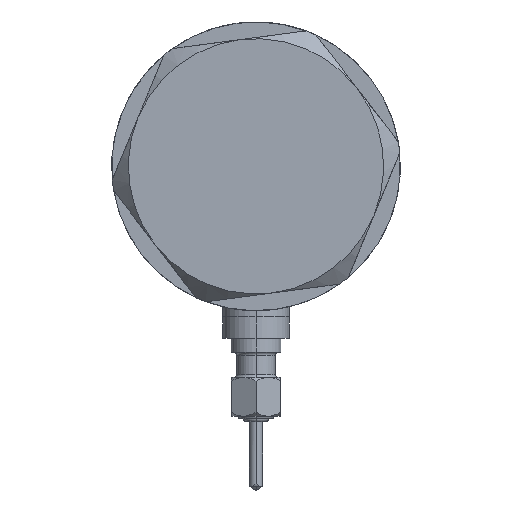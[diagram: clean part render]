
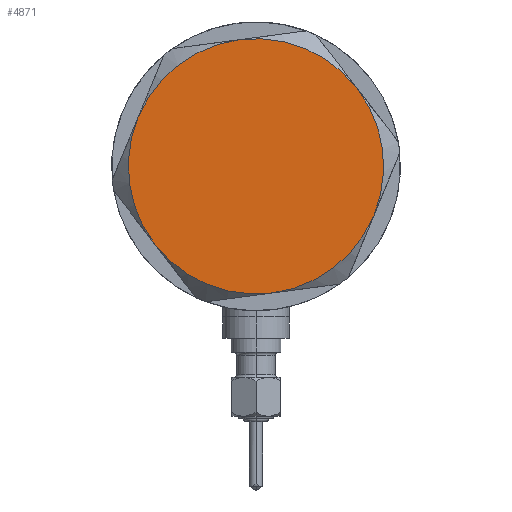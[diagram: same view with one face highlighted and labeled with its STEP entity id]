
A CAD part, left-side view. The second image highlights one B-rep face of the part: STEP entity #4871.
In plain terms, the highlighted face is planar.
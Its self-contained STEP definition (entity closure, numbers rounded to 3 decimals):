
#127 = CARTESIAN_POINT ( 'NONE',  ( 0., 0., 9. ) ) ;
#786 = CARTESIAN_POINT ( 'NONE',  ( 11.5, -19.919, 9. ) ) ;
#791 = EDGE_CURVE ( 'NONE', #3408, #949, #6299, .T. ) ;
#852 = ORIENTED_EDGE ( 'NONE', *, *, #791, .T. ) ;
#935 = DIRECTION ( 'NONE',  ( 0., 0., 1. ) ) ;
#949 = VERTEX_POINT ( 'NONE', #6159 ) ;
#1187 = EDGE_CURVE ( 'NONE', #2400, #3408, #3535, .T. ) ;
#1256 = DIRECTION ( 'NONE',  ( 0., 0., 1. ) ) ;
#1415 = EDGE_CURVE ( 'NONE', #2399, #1938, #4751, .T. ) ;
#1761 = AXIS2_PLACEMENT_3D ( 'NONE', #127, #1256, #2279 ) ;
#1783 = DIRECTION ( 'NONE',  ( 1., 0., 0. ) ) ;
#1901 = AXIS2_PLACEMENT_3D ( 'NONE', #3455, #5358, #4843 ) ;
#1938 = VERTEX_POINT ( 'NONE', #4014 ) ;
#1940 = CARTESIAN_POINT ( 'NONE',  ( 0., 0., 9. ) ) ;
#1958 = EDGE_CURVE ( 'NONE', #2937, #2400, #3768, .T. ) ;
#2121 = ORIENTED_EDGE ( 'NONE', *, *, #2610, .T. ) ;
#2125 = DIRECTION ( 'NONE',  ( 0., 0., 1. ) ) ;
#2267 = DIRECTION ( 'NONE',  ( 0., 0., 1. ) ) ;
#2279 = DIRECTION ( 'NONE',  ( 1., 0., 0. ) ) ;
#2317 = DIRECTION ( 'NONE',  ( 0., 0., 1. ) ) ;
#2399 = VERTEX_POINT ( 'NONE', #3952 ) ;
#2400 = VERTEX_POINT ( 'NONE', #786 ) ;
#2403 = AXIS2_PLACEMENT_3D ( 'NONE', #2717, #935, #5916 ) ;
#2610 = EDGE_CURVE ( 'NONE', #1938, #2937, #6191, .T. ) ;
#2717 = CARTESIAN_POINT ( 'NONE',  ( 0., 0., 9. ) ) ;
#2900 = CARTESIAN_POINT ( 'NONE',  ( 0., 0., 9. ) ) ;
#2937 = VERTEX_POINT ( 'NONE', #4733 ) ;
#2969 = CARTESIAN_POINT ( 'NONE',  ( 23., 0., 9. ) ) ;
#2977 = AXIS2_PLACEMENT_3D ( 'NONE', #3562, #2125, #3212 ) ;
#3192 = ORIENTED_EDGE ( 'NONE', *, *, #6645, .T. ) ;
#3212 = DIRECTION ( 'NONE',  ( 1., 0., 0. ) ) ;
#3343 = FACE_OUTER_BOUND ( 'NONE', #6414, .T. ) ;
#3381 = PLANE ( 'NONE',  #4443 ) ;
#3408 = VERTEX_POINT ( 'NONE', #2969 ) ;
#3419 = CARTESIAN_POINT ( 'NONE',  ( 0., 0., 9. ) ) ;
#3455 = CARTESIAN_POINT ( 'NONE',  ( 0., 0., 9. ) ) ;
#3535 = CIRCLE ( 'NONE', #4201, 23. ) ;
#3562 = CARTESIAN_POINT ( 'NONE',  ( 0., 0., 9. ) ) ;
#3768 = CIRCLE ( 'NONE', #2977, 23. ) ;
#3870 = AXIS2_PLACEMENT_3D ( 'NONE', #3419, #2267, #1783 ) ;
#3952 = CARTESIAN_POINT ( 'NONE',  ( -11.5, 19.919, 9. ) ) ;
#4014 = CARTESIAN_POINT ( 'NONE',  ( -23., 0., 9. ) ) ;
#4134 = CIRCLE ( 'NONE', #1901, 23. ) ;
#4201 = AXIS2_PLACEMENT_3D ( 'NONE', #1940, #5581, #4690 ) ;
#4443 = AXIS2_PLACEMENT_3D ( 'NONE', #2900, #2317, #5018 ) ;
#4690 = DIRECTION ( 'NONE',  ( 1., 0., 0. ) ) ;
#4733 = CARTESIAN_POINT ( 'NONE',  ( -11.5, -19.919, 9. ) ) ;
#4751 = CIRCLE ( 'NONE', #1761, 23. ) ;
#4817 = ORIENTED_EDGE ( 'NONE', *, *, #1958, .T. ) ;
#4843 = DIRECTION ( 'NONE',  ( 1., 0., 0. ) ) ;
#4871 = ADVANCED_FACE ( 'NONE', ( #3343 ), #3381, .T. ) ;
#5018 = DIRECTION ( 'NONE',  ( 1., 0., 0. ) ) ;
#5358 = DIRECTION ( 'NONE',  ( 0., 0., 1. ) ) ;
#5581 = DIRECTION ( 'NONE',  ( 0., 0., 1. ) ) ;
#5916 = DIRECTION ( 'NONE',  ( 1., 0., 0. ) ) ;
#6159 = CARTESIAN_POINT ( 'NONE',  ( 11.5, 19.919, 9. ) ) ;
#6191 = CIRCLE ( 'NONE', #3870, 23. ) ;
#6221 = ORIENTED_EDGE ( 'NONE', *, *, #1415, .T. ) ;
#6299 = CIRCLE ( 'NONE', #2403, 23. ) ;
#6414 = EDGE_LOOP ( 'NONE', ( #6572, #852, #3192, #6221, #2121, #4817 ) ) ;
#6572 = ORIENTED_EDGE ( 'NONE', *, *, #1187, .T. ) ;
#6645 = EDGE_CURVE ( 'NONE', #949, #2399, #4134, .T. ) ;
